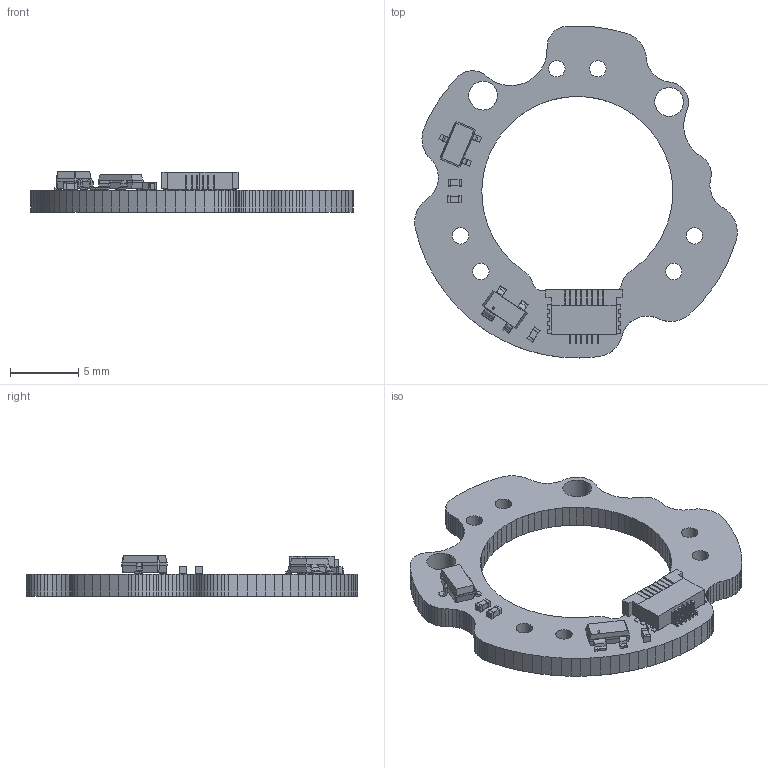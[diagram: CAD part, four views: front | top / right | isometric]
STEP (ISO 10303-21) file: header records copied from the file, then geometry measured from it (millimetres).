
FILE_DESCRIPTION(('KiCad electronic assembly'),'2;1');
FILE_NAME('buttonCircuitBoard Vertical.step','2024-08-07T16:45:20',( 'Pcbnew'),('Kicad'),'Open CASCADE STEP processor 7.7', 'KiCad to STEP converter','Unknown');
FILE_SCHEMA(('AUTOMOTIVE_DESIGN { 1 0 10303 214 1 1 1 1 }'));
Length unit declared in the file: millimetre
Products named in the file (10): buttonCircuitBoard Vertical 1; SC-59; SC_59; C_0402_1005Metric; SOT143_BAS4002ARPPE6327HTSA1_INF; part; TE_84953-6_1x06-1MP_P1.0mm_Horizontal; TE_84953_6; bbsolderingTest PCB
Assembly tree (11 placements, depth 3):
  buttonCircuitBoard Vertical 1
    SC-59
      SC_59
    C_0402_1005Metric  x3
      C_0402_1005Metric
    SOT143_BAS4002ARPPE6327HTSA1_INF
      part
    TE_84953-6_1x06-1MP_P1.0mm_Horizontal
      TE_84953_6
    bbsolderingTest PCB
Bounding box: 23.56 x 24.25 x 2.95 mm (x, y, z)
Volume: 401.8 mm3; surface area: 848.2 mm2
Topology: 12 solids, 12 shells, 693 faces, 1898 edges, 1238 vertices
Faces by surface type: plane 444, bspline 176, cylinder 73
Full cylindrical faces by diameter (mm): 0.15 x1, 1.2 x6, 2.1 x2
Entity records: 44174 total; most frequent: CARTESIAN_POINT 9363, DIRECTION 4964, LINE 3781, VECTOR 3781, ORIENTED_EDGE 3508, PCURVE 3508, DEFINITIONAL_REPRESENTATION 3508, EDGE_CURVE 1754
